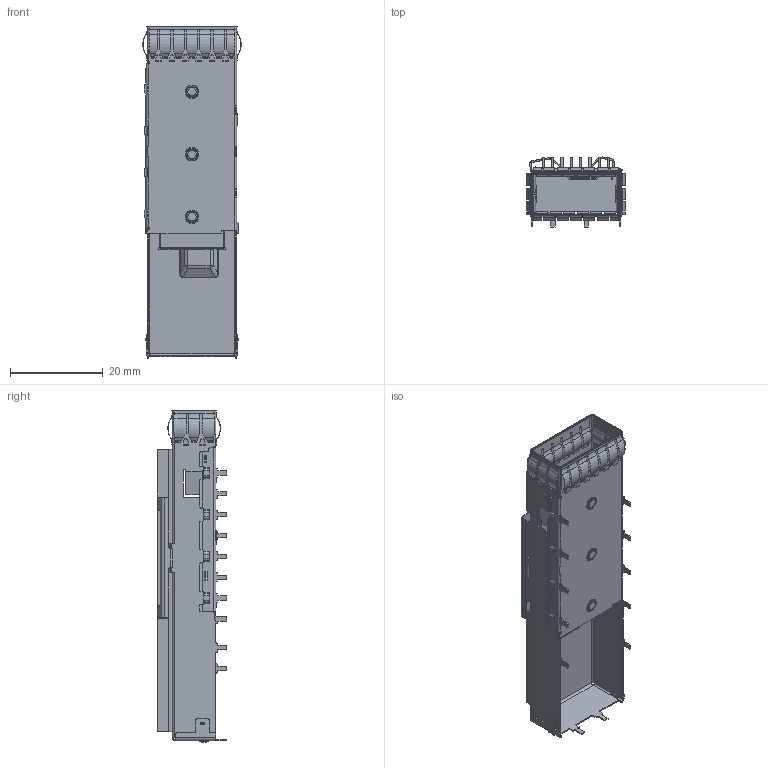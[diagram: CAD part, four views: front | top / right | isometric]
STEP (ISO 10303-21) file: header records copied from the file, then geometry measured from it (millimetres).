
FILE_DESCRIPTION((''),'2;1');
FILE_NAME('C-2342933-1','2021-04-22T09:46:45',('workeradm'),('TE Connectivity Ltd.'),'CREO PARAMETRIC BY PTC INC, 2019292','CREO PARAMETRIC BY PTC INC, 2019292','');
FILE_SCHEMA(('AUTOMOTIVE_DESIGN { 1 0 10303 214 1 1 1 1 }'));
Products named in the file (1): C-2342933-1
Bounding box: 21.18 x 15.03 x 71.67 mm (x, y, z)
Volume: 2751.7 mm3; surface area: 11632.2 mm2
Topology: 3 solids, 3 shells, 1731 faces, 5049 edges, 3334 vertices
Faces by surface type: plane 889, cylinder 754, bspline 66, torus 12, cone 6, sphere 4
Entity records: 61325 total; most frequent: CARTESIAN_POINT 15345, ORIENTED_EDGE 10098, DIRECTION 9071, EDGE_CURVE 5049, VERTEX_POINT 3334, VECTOR 3039, LINE 3039, AXIS2_PLACEMENT_3D 3016
